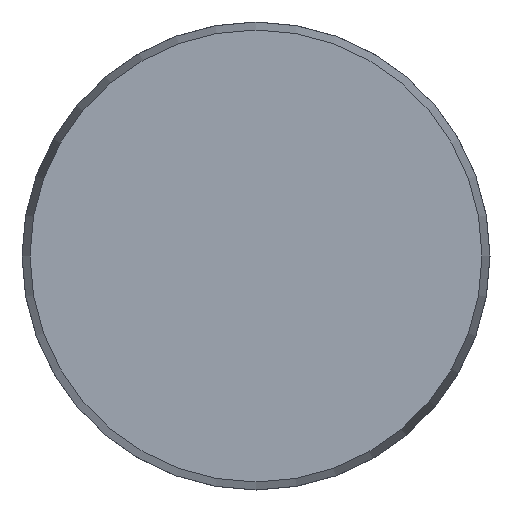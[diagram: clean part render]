
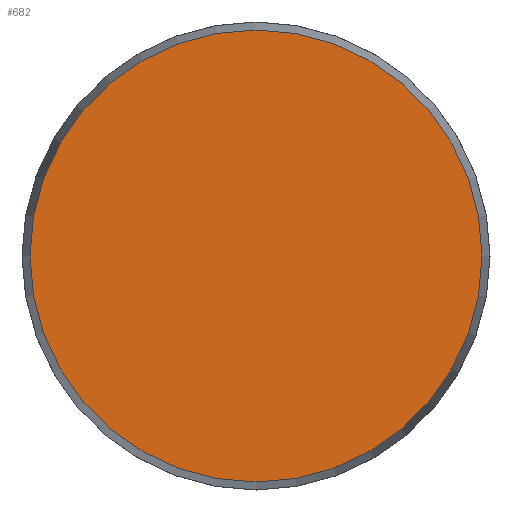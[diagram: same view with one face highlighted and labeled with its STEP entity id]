
A CAD part, front view. The second image highlights one B-rep face of the part: STEP entity #682.
In plain terms, the highlighted planar face has unit normal (0, -1, 0).
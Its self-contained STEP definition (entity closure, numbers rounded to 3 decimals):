
#37 = DIRECTION ( 'NONE',  ( 0., 0., -1. ) ) ;
#83 = DIRECTION ( 'NONE',  ( 0., 0., 1. ) ) ;
#93 = DIRECTION ( 'NONE',  ( 0., 1., 0. ) ) ;
#141 = PLANE ( 'NONE',  #429 ) ;
#189 = AXIS2_PLACEMENT_3D ( 'NONE', #205, #650, #37 ) ;
#205 = CARTESIAN_POINT ( 'NONE',  ( 0., 0., 0. ) ) ;
#217 = FACE_OUTER_BOUND ( 'NONE', #497, .T. ) ;
#429 = AXIS2_PLACEMENT_3D ( 'NONE', #710, #93, #83 ) ;
#497 = EDGE_LOOP ( 'NONE', ( #609 ) ) ;
#507 = VERTEX_POINT ( 'NONE', #642 ) ;
#558 = CIRCLE ( 'NONE', #189, 24.143 ) ;
#588 = EDGE_CURVE ( 'NONE', #507, #507, #558, .T. ) ;
#609 = ORIENTED_EDGE ( 'NONE', *, *, #588, .T. ) ;
#642 = CARTESIAN_POINT ( 'NONE',  ( 0., 0., -24.143 ) ) ;
#650 = DIRECTION ( 'NONE',  ( 0., -1., 0. ) ) ;
#682 = ADVANCED_FACE ( 'NONE', ( #217 ), #141, .F. ) ;
#710 = CARTESIAN_POINT ( 'NONE',  ( -24.143, 0., 0. ) ) ;
